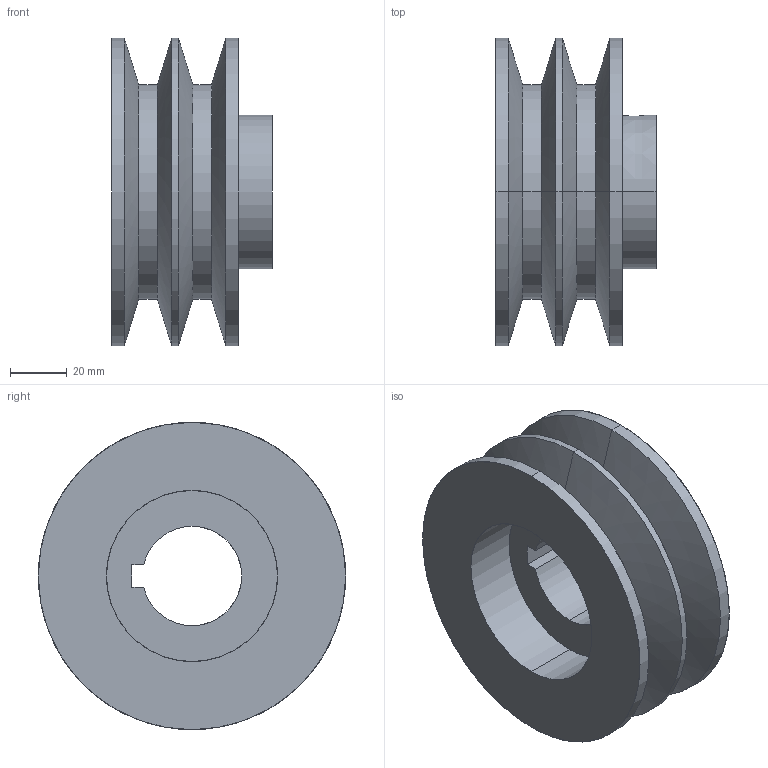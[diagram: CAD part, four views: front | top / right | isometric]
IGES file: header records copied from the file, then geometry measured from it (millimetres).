
Start section: SolidWorks IGES file using analytic representation for surfaces
Global section: file name: 2B2BK450725517224141.igs; native system: SolidWorks 2017; preprocessor: SolidWorks 2017; author: partstream; date: 170725.051732; units: inch
Bounding box: 56.36 x 108.2 x 108.2 mm (x, y, z)
Surface area: 53176.5 mm2 (no closed solid volume)
Topology: 0 solids, 0 shells, 72 faces, 925 edges, 925 vertices
Faces by surface type: bspline 45, revolution 27
